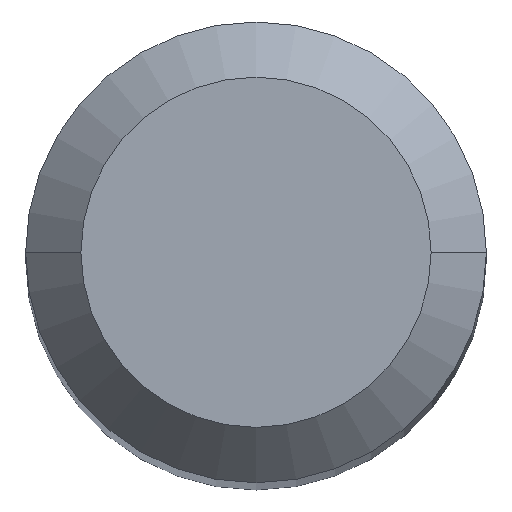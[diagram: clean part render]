
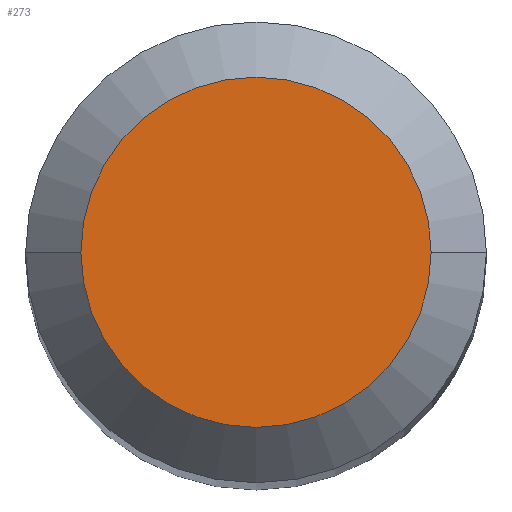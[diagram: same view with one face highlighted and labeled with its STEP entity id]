
A CAD part, top view. The second image highlights one B-rep face of the part: STEP entity #273.
In plain terms, the highlighted planar face has unit normal (0, 0, 1).
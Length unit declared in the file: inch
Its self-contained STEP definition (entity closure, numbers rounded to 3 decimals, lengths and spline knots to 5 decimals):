
#3 = ORIENTED_EDGE ( 'NONE', *, *, #149, .T. ) ;
#7 = EDGE_CURVE ( 'NONE', #119, #103, #177, .T. ) ;
#44 = DIRECTION ( 'NONE',  ( 1., 0., 0. ) ) ;
#73 = ORIENTED_EDGE ( 'NONE', *, *, #7, .T. ) ;
#78 = DIRECTION ( 'NONE',  ( 0., 0., 1. ) ) ;
#98 = FACE_OUTER_BOUND ( 'NONE', #270, .T. ) ;
#100 = DIRECTION ( 'NONE',  ( 1., 0., 0. ) ) ;
#102 = AXIS2_PLACEMENT_3D ( 'NONE', #191, #146, #44 ) ;
#103 = VERTEX_POINT ( 'NONE', #246 ) ;
#119 = VERTEX_POINT ( 'NONE', #223 ) ;
#146 = DIRECTION ( 'NONE',  ( 0., 0., 1. ) ) ;
#149 = EDGE_CURVE ( 'NONE', #103, #119, #250, .T. ) ;
#153 = DIRECTION ( 'NONE',  ( 1., 0., 0. ) ) ;
#156 = CARTESIAN_POINT ( 'NONE',  ( 0., 0., 1.5 ) ) ;
#177 = CIRCLE ( 'NONE', #314, 0.0475 ) ;
#191 = CARTESIAN_POINT ( 'NONE',  ( 0., 0., 1.5 ) ) ;
#202 = CARTESIAN_POINT ( 'NONE',  ( 0., 0., 1.5 ) ) ;
#207 = PLANE ( 'NONE',  #244 ) ;
#223 = CARTESIAN_POINT ( 'NONE',  ( 0.0475, 0., 1.5 ) ) ;
#244 = AXIS2_PLACEMENT_3D ( 'NONE', #202, #78, #153 ) ;
#246 = CARTESIAN_POINT ( 'NONE',  ( -0.0475, 0., 1.5 ) ) ;
#250 = CIRCLE ( 'NONE', #102, 0.0475 ) ;
#270 = EDGE_LOOP ( 'NONE', ( #3, #73 ) ) ;
#273 = ADVANCED_FACE ( 'NONE', ( #98 ), #207, .T. ) ;
#312 = DIRECTION ( 'NONE',  ( 0., 0., 1. ) ) ;
#314 = AXIS2_PLACEMENT_3D ( 'NONE', #156, #312, #100 ) ;
